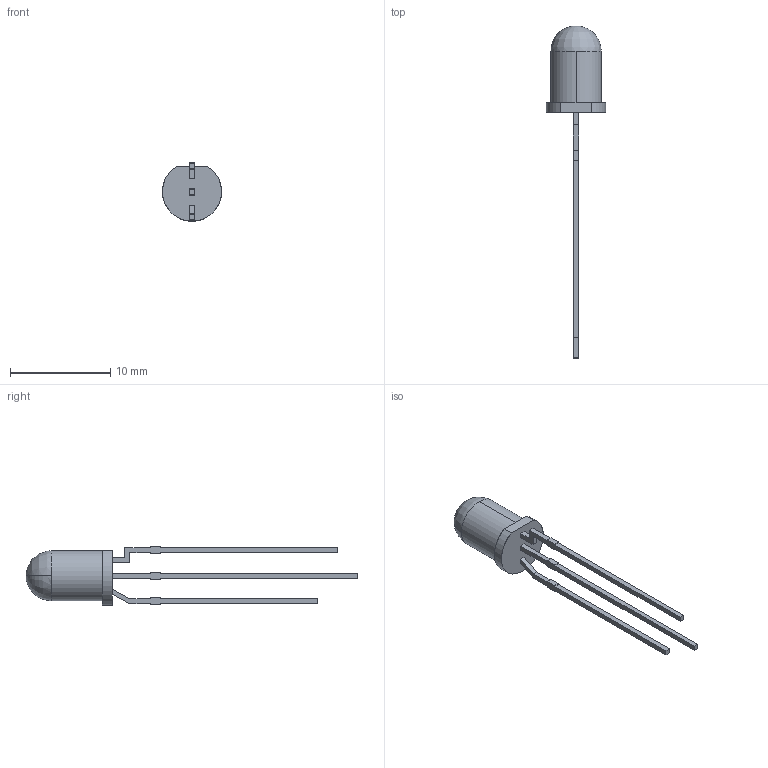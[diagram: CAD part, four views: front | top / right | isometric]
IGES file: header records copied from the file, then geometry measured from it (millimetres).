
Start section: SolidWorks IGES file using analytic representation for surfaces
Global section: file name: 59.IGS; native system: SolidWorks 2008; preprocessor: SolidWorks 2008; author: evant; date: 080827.101123; units: millimetre
Bounding box: 5.9 x 33.1 x 5.84 mm (x, y, z)
Surface area: 310 mm2 (no closed solid volume)
Topology: 0 solids, 0 shells, 337 faces, 2985 edges, 3893 vertices
Faces by surface type: bspline 331, revolution 6
